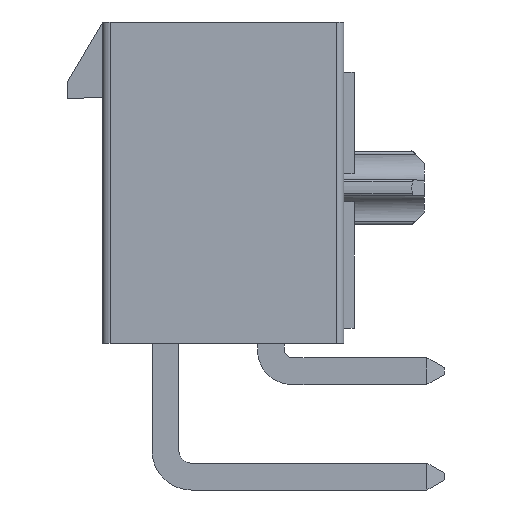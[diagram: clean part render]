
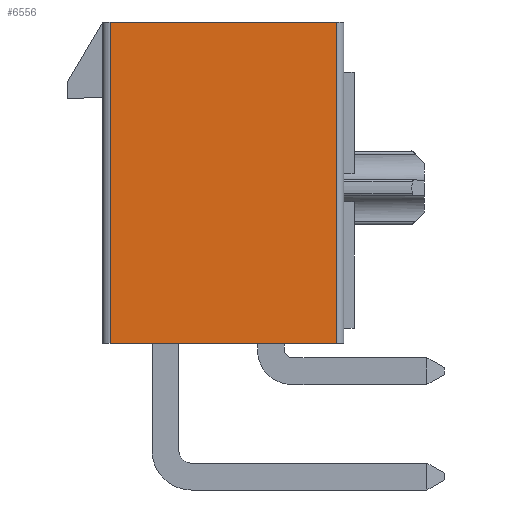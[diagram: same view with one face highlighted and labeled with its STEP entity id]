
A CAD part, left-side view. The second image highlights one B-rep face of the part: STEP entity #6556.
In plain terms, the highlighted planar face has unit normal (-1, 0, 0).
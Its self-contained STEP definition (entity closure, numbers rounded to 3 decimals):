
#133=DIRECTION('',(0.,1.,0.));
#134=VECTOR('',#133,9.);
#135=CARTESIAN_POINT('',(-6.9,0.7,0.));
#136=LINE('',#135,#134);
#384=DIRECTION('',(0.,1.,0.));
#385=VECTOR('',#384,9.);
#386=CARTESIAN_POINT('',(-6.9,0.7,-12.8));
#387=LINE('',#386,#385);
#2017=DIRECTION('',(0.,0.,1.));
#2018=VECTOR('',#2017,12.8);
#2019=CARTESIAN_POINT('',(-6.9,9.7,-12.8));
#2020=LINE('',#2019,#2018);
#2026=DIRECTION('',(0.,0.,1.));
#2027=VECTOR('',#2026,12.8);
#2028=CARTESIAN_POINT('',(-6.9,0.7,-12.8));
#2029=LINE('',#2028,#2027);
#3057=CARTESIAN_POINT('',(-6.9,9.7,0.));
#3058=VERTEX_POINT('',#3057);
#3059=CARTESIAN_POINT('',(-6.9,9.7,-12.8));
#3060=VERTEX_POINT('',#3059);
#3061=CARTESIAN_POINT('',(-6.9,0.7,-12.8));
#3062=CARTESIAN_POINT('',(-6.9,0.7,0.));
#3063=VERTEX_POINT('',#3061);
#3064=VERTEX_POINT('',#3062);
#6544=CARTESIAN_POINT('',(-6.9,0.4,0.));
#6545=DIRECTION('',(-1.,0.,0.));
#6546=DIRECTION('',(0.,1.,0.));
#6547=AXIS2_PLACEMENT_3D('',#6544,#6545,#6546);
#6548=PLANE('',#6547);
#6549=ORIENTED_EDGE('',*,*,#6538,.T.);
#6550=ORIENTED_EDGE('',*,*,#3740,.F.);
#6552=ORIENTED_EDGE('',*,*,#6551,.F.);
#6553=ORIENTED_EDGE('',*,*,#4131,.T.);
#6554=EDGE_LOOP('',(#6549,#6550,#6552,#6553));
#6555=FACE_OUTER_BOUND('',#6554,.F.);
#6556=ADVANCED_FACE('',(#6555),#6548,.T.);
#3740=EDGE_CURVE('',#3064,#3058,#136,.T.);
#4131=EDGE_CURVE('',#3063,#3060,#387,.T.);
#6538=EDGE_CURVE('',#3060,#3058,#2020,.T.);
#6551=EDGE_CURVE('',#3063,#3064,#2029,.T.);
